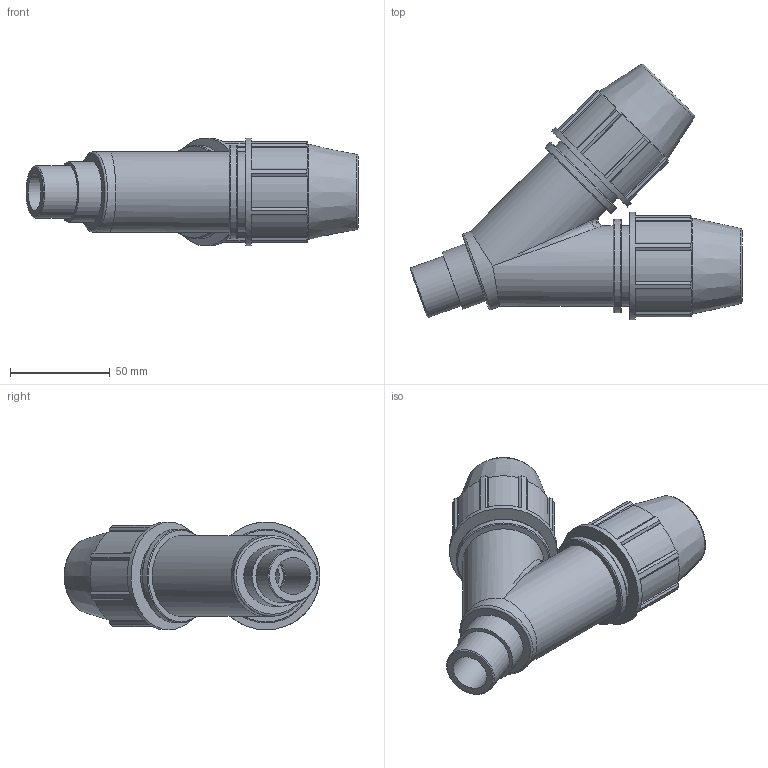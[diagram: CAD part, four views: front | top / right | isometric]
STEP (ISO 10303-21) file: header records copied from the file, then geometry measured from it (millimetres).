
FILE_DESCRIPTION(/* description */ ('PLASSON Y FITTING 25-25-3/4"'),/* implementation_level */ '2;1');
FILE_NAME(/* name */ '075500025007_185500025007_0755060250070A.ipt.stp',/* time_stamp */ '2017-06-18T09:24:03+03:00',/* author */ ('KIM'),/* organization */ (''),/* preprocessor_version */ 'ST-DEVELOPER v15.6',/* originating_system */ 'Autodesk Inventor 2015',/* authorisation */ '');
FILE_SCHEMA (('AUTOMOTIVE_DESIGN { 1 0 10303 214 3 1 1 }'));
Length unit declared in the file: millimetre
Products named in the file (1): 075500025007_185500025007_0755060250070A
Bounding box: 166.45 x 128.29 x 54 mm (x, y, z)
Volume: 287747.7 mm3; surface area: 60318.5 mm2
Topology: 1 solids, 1 shells, 160 faces, 395 edges, 250 vertices
Faces by surface type: plane 101, cylinder 42, cone 9, torus 7, bspline 1
Full cylindrical faces by diameter (mm): 18.509 x3, 25 x2, 26.441 x1, 30.407 x1, 40.5 x5, 46.98 x2, 54 x2
Entity records: 4623 total; most frequent: CARTESIAN_POINT 1002, DIRECTION 762, ORIENTED_EDGE 702, EDGE_CURVE 351, AXIS2_PLACEMENT_3D 285, VERTEX_POINT 240, EDGE_LOOP 207, LINE 192
